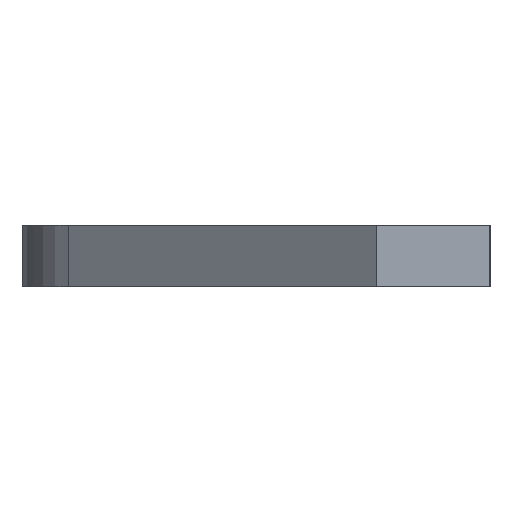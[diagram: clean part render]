
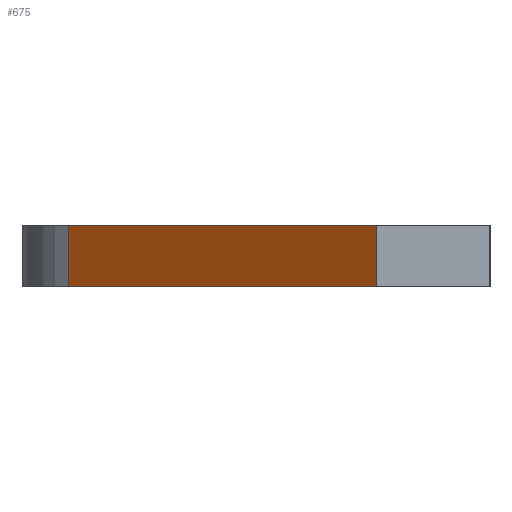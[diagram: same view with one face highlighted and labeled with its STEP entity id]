
A CAD part, left-side view. The second image highlights one B-rep face of the part: STEP entity #675.
In plain terms, the highlighted planar face has unit normal (-0.782, 0.624, 0).
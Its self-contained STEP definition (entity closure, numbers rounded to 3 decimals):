
#72 = PLANE('',#73);
#73 = AXIS2_PLACEMENT_3D('',#74,#75,#76);
#74 = CARTESIAN_POINT('',(-141.5,26.888,28.5));
#75 = DIRECTION('',(0.,0.,1.));
#76 = DIRECTION('',(0.,1.,0.));
#126 = PLANE('',#127);
#127 = AXIS2_PLACEMENT_3D('',#128,#129,#130);
#128 = CARTESIAN_POINT('',(-141.5,26.888,26.));
#129 = DIRECTION('',(0.,0.,1.));
#130 = DIRECTION('',(0.,1.,0.));
#565 = CYLINDRICAL_SURFACE('',#566,5.);
#566 = AXIS2_PLACEMENT_3D('',#567,#568,#569);
#567 = CARTESIAN_POINT('',(-166.,30.,26.));
#568 = DIRECTION('',(0.,0.,-1.));
#569 = DIRECTION('',(1.,0.,0.));
#603 = VERTEX_POINT('',#604);
#604 = CARTESIAN_POINT('',(-169.908,33.119,28.5));
#626 = EDGE_CURVE('',#627,#603,#629,.T.);
#627 = VERTEX_POINT('',#628);
#628 = CARTESIAN_POINT('',(-169.908,33.119,26.));
#629 = SURFACE_CURVE('',#630,(#634,#641),.PCURVE_S1.);
#630 = LINE('',#631,#632);
#631 = CARTESIAN_POINT('',(-169.908,33.119,26.));
#632 = VECTOR('',#633,1.);
#633 = DIRECTION('',(0.,0.,1.));
#634 = PCURVE('',#565,#635);
#635 = DEFINITIONAL_REPRESENTATION('',(#636),#640);
#636 = LINE('',#637,#638);
#637 = CARTESIAN_POINT('',(-2.468,0.));
#638 = VECTOR('',#639,1.);
#639 = DIRECTION('',(-0.,-1.));
#640 = ( GEOMETRIC_REPRESENTATION_CONTEXT(2) 
PARAMETRIC_REPRESENTATION_CONTEXT() REPRESENTATION_CONTEXT('2D SPACE',''
  ) );
#641 = PCURVE('',#642,#647);
#642 = PLANE('',#643);
#643 = AXIS2_PLACEMENT_3D('',#644,#645,#646);
#644 = CARTESIAN_POINT('',(-169.908,33.119,26.));
#645 = DIRECTION('',(0.782,-0.624,0.)
  );
#646 = DIRECTION('',(-0.624,-0.782,0.)
  );
#647 = DEFINITIONAL_REPRESENTATION('',(#648),#652);
#648 = LINE('',#649,#650);
#649 = CARTESIAN_POINT('',(0.,0.));
#650 = VECTOR('',#651,1.);
#651 = DIRECTION('',(0.,-1.));
#652 = ( GEOMETRIC_REPRESENTATION_CONTEXT(2) 
PARAMETRIC_REPRESENTATION_CONTEXT() REPRESENTATION_CONTEXT('2D SPACE',''
  ) );
#675 = ADVANCED_FACE('',(#676),#642,.F.);
#676 = FACE_BOUND('',#677,.F.);
#677 = EDGE_LOOP('',(#678,#679,#702,#730));
#678 = ORIENTED_EDGE('',*,*,#626,.T.);
#679 = ORIENTED_EDGE('',*,*,#680,.T.);
#680 = EDGE_CURVE('',#603,#681,#683,.T.);
#681 = VERTEX_POINT('',#682);
#682 = CARTESIAN_POINT('',(-179.9,20.6,28.5));
#683 = SURFACE_CURVE('',#684,(#688,#695),.PCURVE_S1.);
#684 = LINE('',#685,#686);
#685 = CARTESIAN_POINT('',(-169.908,33.119,28.5));
#686 = VECTOR('',#687,1.);
#687 = DIRECTION('',(-0.624,-0.782,0.)
  );
#688 = PCURVE('',#642,#689);
#689 = DEFINITIONAL_REPRESENTATION('',(#690),#694);
#690 = LINE('',#691,#692);
#691 = CARTESIAN_POINT('',(0.,-2.5));
#692 = VECTOR('',#693,1.);
#693 = DIRECTION('',(1.,0.));
#694 = ( GEOMETRIC_REPRESENTATION_CONTEXT(2) 
PARAMETRIC_REPRESENTATION_CONTEXT() REPRESENTATION_CONTEXT('2D SPACE',''
  ) );
#695 = PCURVE('',#72,#696);
#696 = DEFINITIONAL_REPRESENTATION('',(#697),#701);
#697 = LINE('',#698,#699);
#698 = CARTESIAN_POINT('',(6.231,28.408));
#699 = VECTOR('',#700,1.);
#700 = DIRECTION('',(-0.782,0.624));
#701 = ( GEOMETRIC_REPRESENTATION_CONTEXT(2) 
PARAMETRIC_REPRESENTATION_CONTEXT() REPRESENTATION_CONTEXT('2D SPACE',''
  ) );
#702 = ORIENTED_EDGE('',*,*,#703,.F.);
#703 = EDGE_CURVE('',#704,#681,#706,.T.);
#704 = VERTEX_POINT('',#705);
#705 = CARTESIAN_POINT('',(-179.9,20.6,26.));
#706 = SURFACE_CURVE('',#707,(#711,#718),.PCURVE_S1.);
#707 = LINE('',#708,#709);
#708 = CARTESIAN_POINT('',(-179.9,20.6,26.));
#709 = VECTOR('',#710,1.);
#710 = DIRECTION('',(0.,0.,1.));
#711 = PCURVE('',#642,#712);
#712 = DEFINITIONAL_REPRESENTATION('',(#713),#717);
#713 = LINE('',#714,#715);
#714 = CARTESIAN_POINT('',(16.018,0.));
#715 = VECTOR('',#716,1.);
#716 = DIRECTION('',(0.,-1.));
#717 = ( GEOMETRIC_REPRESENTATION_CONTEXT(2) 
PARAMETRIC_REPRESENTATION_CONTEXT() REPRESENTATION_CONTEXT('2D SPACE',''
  ) );
#718 = PCURVE('',#719,#724);
#719 = PLANE('',#720);
#720 = AXIS2_PLACEMENT_3D('',#721,#722,#723);
#721 = CARTESIAN_POINT('',(-179.9,16.,26.));
#722 = DIRECTION('',(-1.,0.,0.));
#723 = DIRECTION('',(0.,1.,0.));
#724 = DEFINITIONAL_REPRESENTATION('',(#725),#729);
#725 = LINE('',#726,#727);
#726 = CARTESIAN_POINT('',(4.6,0.));
#727 = VECTOR('',#728,1.);
#728 = DIRECTION('',(0.,-1.));
#729 = ( GEOMETRIC_REPRESENTATION_CONTEXT(2) 
PARAMETRIC_REPRESENTATION_CONTEXT() REPRESENTATION_CONTEXT('2D SPACE',''
  ) );
#730 = ORIENTED_EDGE('',*,*,#731,.F.);
#731 = EDGE_CURVE('',#627,#704,#732,.T.);
#732 = SURFACE_CURVE('',#733,(#737,#744),.PCURVE_S1.);
#733 = LINE('',#734,#735);
#734 = CARTESIAN_POINT('',(-169.908,33.119,26.));
#735 = VECTOR('',#736,1.);
#736 = DIRECTION('',(-0.624,-0.782,0.)
  );
#737 = PCURVE('',#642,#738);
#738 = DEFINITIONAL_REPRESENTATION('',(#739),#743);
#739 = LINE('',#740,#741);
#740 = CARTESIAN_POINT('',(0.,0.));
#741 = VECTOR('',#742,1.);
#742 = DIRECTION('',(1.,0.));
#743 = ( GEOMETRIC_REPRESENTATION_CONTEXT(2) 
PARAMETRIC_REPRESENTATION_CONTEXT() REPRESENTATION_CONTEXT('2D SPACE',''
  ) );
#744 = PCURVE('',#126,#745);
#745 = DEFINITIONAL_REPRESENTATION('',(#746),#750);
#746 = LINE('',#747,#748);
#747 = CARTESIAN_POINT('',(6.231,28.408));
#748 = VECTOR('',#749,1.);
#749 = DIRECTION('',(-0.782,0.624));
#750 = ( GEOMETRIC_REPRESENTATION_CONTEXT(2) 
PARAMETRIC_REPRESENTATION_CONTEXT() REPRESENTATION_CONTEXT('2D SPACE',''
  ) );
